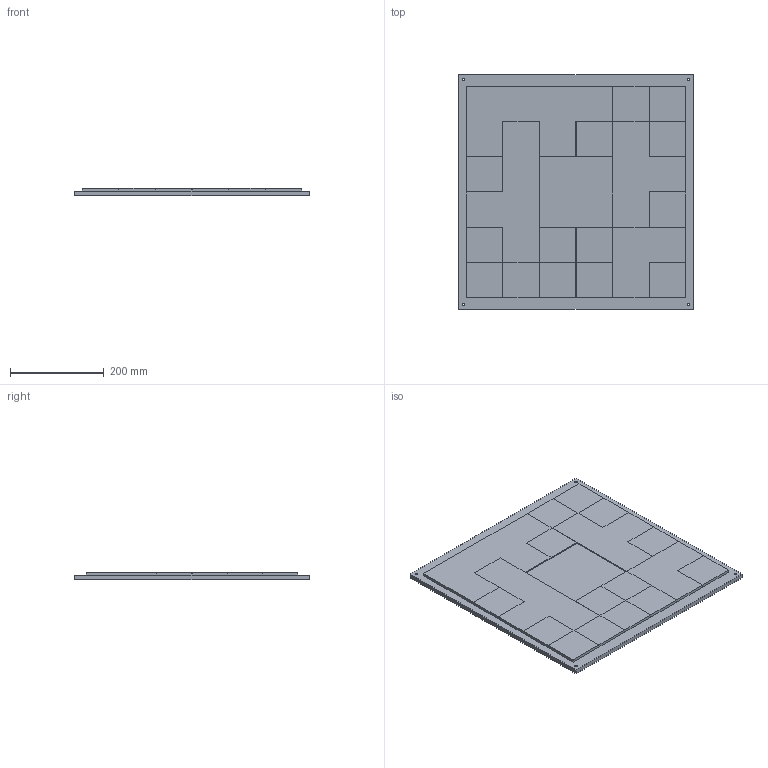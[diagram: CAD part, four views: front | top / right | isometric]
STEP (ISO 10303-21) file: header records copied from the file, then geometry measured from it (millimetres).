
FILE_DESCRIPTION((''),'2;1');
FILE_NAME('E906-22','2017-06-20T',('cmozuch'),(''),'PRO/ENGINEER BY PARAMETRIC TECHNOLOGY CORPORATION, 2015440','PRO/ENGINEER BY PARAMETRIC TECHNOLOGY CORPORATION, 2015440','');
FILE_SCHEMA(('CONFIG_CONTROL_DESIGN'));
Length unit declared in the file: millimetre
Products named in the file (1): E906-22
Bounding box: 500 x 500 x 16 mm (x, y, z)
Volume: 3422124.1 mm3; surface area: 704776 mm2
Topology: 1 solids, 11 shells, 126 faces, 306 edges, 195 vertices
Faces by surface type: plane 118, cylinder 8
Entity records: 4955 total; most frequent: CARTESIAN_POINT 628, ORIENTED_EDGE 612, DIRECTION 576, EDGE_CURVE 306, VECTOR 290, LINE 290, PRESENTATION_STYLE_ASSIGNMENT 217, STYLED_ITEM 196
